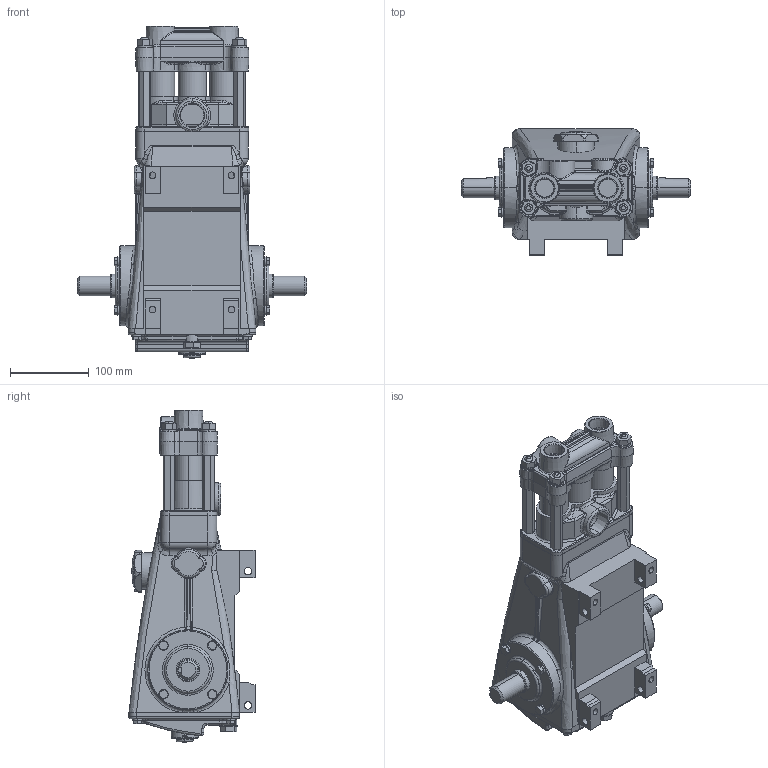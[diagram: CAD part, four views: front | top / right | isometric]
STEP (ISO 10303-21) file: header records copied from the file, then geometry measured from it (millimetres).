
FILE_DESCRIPTION (( 'STEP AP203' ), '1' );
FILE_NAME ('821.STEP', '2021-03-04T15:09:46', ( '' ), ( '' ), 'SwSTEP 2.0', 'SolidWorks 2020', '' );
FILE_SCHEMA (( 'CONFIG_CONTROL_DESIGN' ));
Products named in the file (1): 821
Bounding box: 290 x 159.68 x 420.25 mm (x, y, z)
Surface area: 321066.5 mm2 (no closed solid volume)
Topology: 0 solids, 22 shells, 1152 faces, 3083 edges, 1890 vertices
Faces by surface type: plane 369, cylinder 291, bspline 236, torus 136, cone 100, sphere 20
Entity records: 48289 total; most frequent: CARTESIAN_POINT 21770, ORIENTED_EDGE 5621, DIRECTION 5195, EDGE_CURVE 3051, AXIS2_PLACEMENT_3D 1998, VERTEX_POINT 1888, EDGE_LOOP 1220, VECTOR 1199
